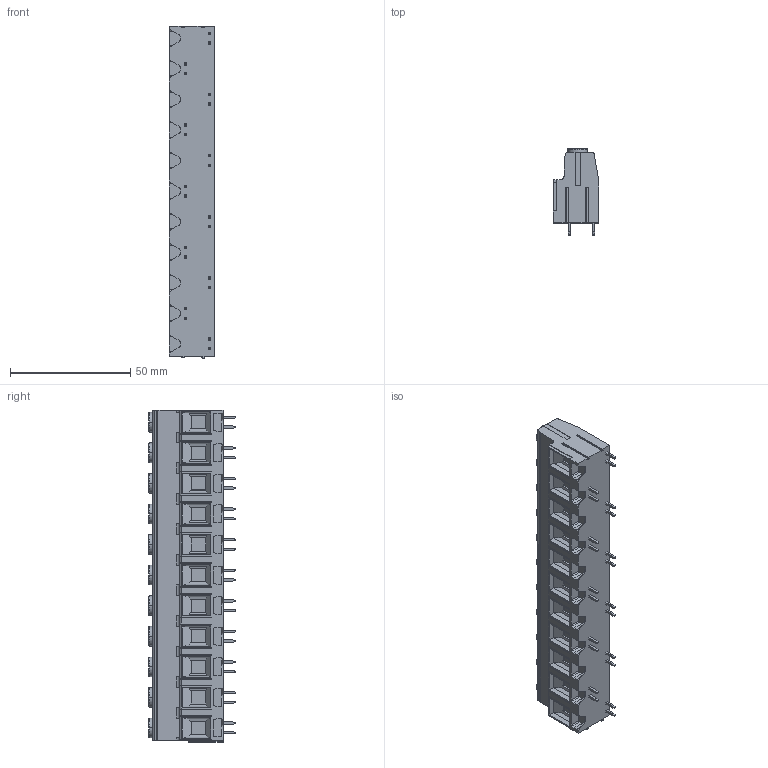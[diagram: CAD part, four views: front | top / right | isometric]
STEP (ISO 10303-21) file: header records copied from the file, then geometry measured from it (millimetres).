
FILE_DESCRIPTION((''),'2;1');
FILE_NAME('TL804S','2025-02-27T',('yanfa'),(''),'PRO/ENGINEER BY PARAMETRIC TECHNOLOGY CORPORATION, 2009280','PRO/ENGINEER BY PARAMETRIC TECHNOLOGY CORPORATION, 2009280','');
FILE_SCHEMA(('AUTOMOTIVE_DESIGN_CC2 { 1 2 10303 214 -1 1 5 2 }'));
Length unit declared in the file: millimetre
Products named in the file (1): TL804S
Bounding box: 18.7 x 35.8 x 137.91 mm (x, y, z)
Volume: 59884.1 mm3; surface area: 18886.1 mm2
Topology: 1 solids, 1 shells, 965 faces, 2644 edges, 1737 vertices
Faces by surface type: plane 675, cylinder 246, torus 44
Entity records: 30654 total; most frequent: CARTESIAN_POINT 5894, ORIENTED_EDGE 5288, DIRECTION 4989, EDGE_CURVE 2644, VECTOR 1921, LINE 1921, VERTEX_POINT 1737, AXIS2_PLACEMENT_3D 1534
